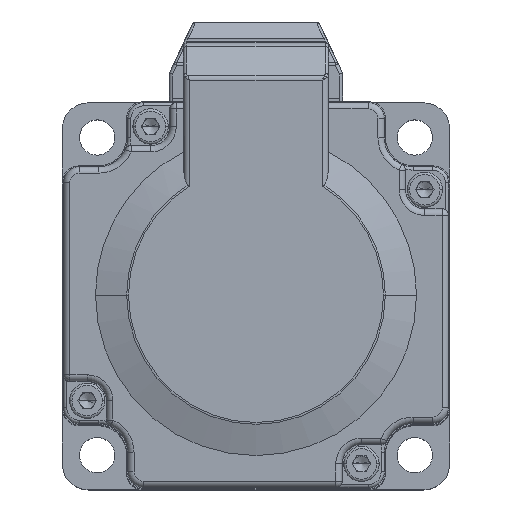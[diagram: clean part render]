
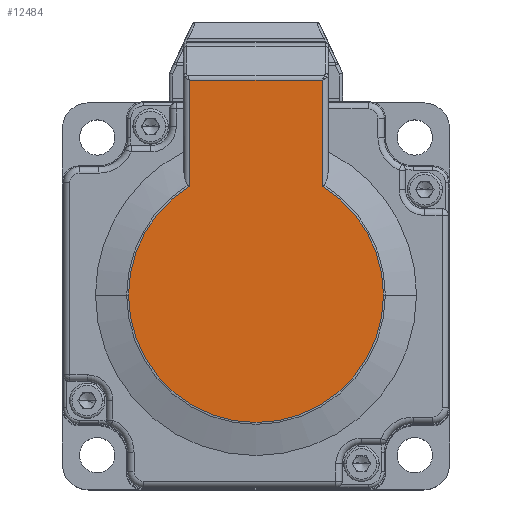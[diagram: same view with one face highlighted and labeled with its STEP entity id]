
A CAD part, top view. The second image highlights one B-rep face of the part: STEP entity #12484.
In plain terms, the highlighted planar face has unit normal (0, 0, 1).
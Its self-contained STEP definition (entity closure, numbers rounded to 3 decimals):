
#672 = ORIENTED_EDGE ( 'NONE', *, *, #17527, .T. ) ;
#924 = AXIS2_PLACEMENT_3D ( 'NONE', #25485, #25372, #17328 ) ;
#1630 = CARTESIAN_POINT ( 'NONE',  ( 0., 0., 128.7 ) ) ;
#2205 = DIRECTION ( 'NONE',  ( 0., 0., 1. ) ) ;
#2640 = VERTEX_POINT ( 'NONE', #12726 ) ;
#5064 = DIRECTION ( 'NONE',  ( -1., 0., 0. ) ) ;
#5784 = CARTESIAN_POINT ( 'NONE',  ( 10.3, 33.9, 128.7 ) ) ;
#5926 = EDGE_CURVE ( 'NONE', #2640, #33251, #28337, .T. ) ;
#6633 = VERTEX_POINT ( 'NONE', #19232 ) ;
#7809 = ORIENTED_EDGE ( 'NONE', *, *, #13226, .T. ) ;
#7974 = EDGE_LOOP ( 'NONE', ( #18009, #15897, #12751, #7809, #672, #16713 ) ) ;
#8465 = VERTEX_POINT ( 'NONE', #19491 ) ;
#8988 = DIRECTION ( 'NONE',  ( 0., 0., 1. ) ) ;
#9007 = VECTOR ( 'NONE', #20232, 1000. ) ;
#9041 = EDGE_CURVE ( 'NONE', #33251, #17096, #19156, .T. ) ;
#9891 = CARTESIAN_POINT ( 'NONE',  ( -10.3, 16.502, 128.7 ) ) ;
#12484 = ADVANCED_FACE ( 'NONE', ( #16132 ), #32947, .T. ) ;
#12726 = CARTESIAN_POINT ( 'NONE',  ( -10.3, 33.486, 128.7 ) ) ;
#12751 = ORIENTED_EDGE ( 'NONE', *, *, #9041, .T. ) ;
#13226 = EDGE_CURVE ( 'NONE', #17096, #8465, #23346, .T. ) ;
#14393 = DIRECTION ( 'NONE',  ( 1., 0., 0. ) ) ;
#15114 = CARTESIAN_POINT ( 'NONE',  ( 0., 0., 128.7 ) ) ;
#15542 = VECTOR ( 'NONE', #26534, 1000. ) ;
#15897 = ORIENTED_EDGE ( 'NONE', *, *, #5926, .T. ) ;
#16132 = FACE_OUTER_BOUND ( 'NONE', #7974, .T. ) ;
#16713 = ORIENTED_EDGE ( 'NONE', *, *, #18944, .T. ) ;
#17038 = EDGE_CURVE ( 'NONE', #6633, #2640, #21301, .T. ) ;
#17096 = VERTEX_POINT ( 'NONE', #18083 ) ;
#17328 = DIRECTION ( 'NONE',  ( 1., 0., 0. ) ) ;
#17527 = EDGE_CURVE ( 'NONE', #8465, #32811, #21655, .T. ) ;
#17588 = CARTESIAN_POINT ( 'NONE',  ( 0., 0., 128.7 ) ) ;
#18009 = ORIENTED_EDGE ( 'NONE', *, *, #17038, .T. ) ;
#18083 = CARTESIAN_POINT ( 'NONE',  ( -19.853, 0., 128.7 ) ) ;
#18944 = EDGE_CURVE ( 'NONE', #32811, #6633, #25993, .T. ) ;
#19156 = CIRCLE ( 'NONE', #30698, 19.853 ) ;
#19158 = CARTESIAN_POINT ( 'NONE',  ( -10.3, 16.972, 128.7 ) ) ;
#19232 = CARTESIAN_POINT ( 'NONE',  ( 10.3, 33.486, 128.7 ) ) ;
#19491 = CARTESIAN_POINT ( 'NONE',  ( 19.853, 0., 128.7 ) ) ;
#20232 = DIRECTION ( 'NONE',  ( 0., -1., 0. ) ) ;
#20536 = CARTESIAN_POINT ( 'NONE',  ( -11.3, 33.486, 128.7 ) ) ;
#21301 = LINE ( 'NONE', #20536, #28132 ) ;
#21575 = AXIS2_PLACEMENT_3D ( 'NONE', #17588, #2205, #22722 ) ;
#21655 = CIRCLE ( 'NONE', #23649, 19.853 ) ;
#22722 = DIRECTION ( 'NONE',  ( 1., 0., 0. ) ) ;
#23346 = CIRCLE ( 'NONE', #924, 19.853 ) ;
#23649 = AXIS2_PLACEMENT_3D ( 'NONE', #15114, #25207, #32961 ) ;
#24451 = CARTESIAN_POINT ( 'NONE',  ( 10.3, 16.972, 128.7 ) ) ;
#25207 = DIRECTION ( 'NONE',  ( 0., 0., 1. ) ) ;
#25372 = DIRECTION ( 'NONE',  ( 0., 0., 1. ) ) ;
#25485 = CARTESIAN_POINT ( 'NONE',  ( 0., 0., 128.7 ) ) ;
#25993 = LINE ( 'NONE', #5784, #15542 ) ;
#26534 = DIRECTION ( 'NONE',  ( 0., 1., 0. ) ) ;
#28132 = VECTOR ( 'NONE', #5064, 1000. ) ;
#28337 = LINE ( 'NONE', #9891, #9007 ) ;
#30698 = AXIS2_PLACEMENT_3D ( 'NONE', #1630, #8988, #14393 ) ;
#32811 = VERTEX_POINT ( 'NONE', #24451 ) ;
#32947 = PLANE ( 'NONE',  #21575 ) ;
#32961 = DIRECTION ( 'NONE',  ( 1., 0., 0. ) ) ;
#33251 = VERTEX_POINT ( 'NONE', #19158 ) ;
